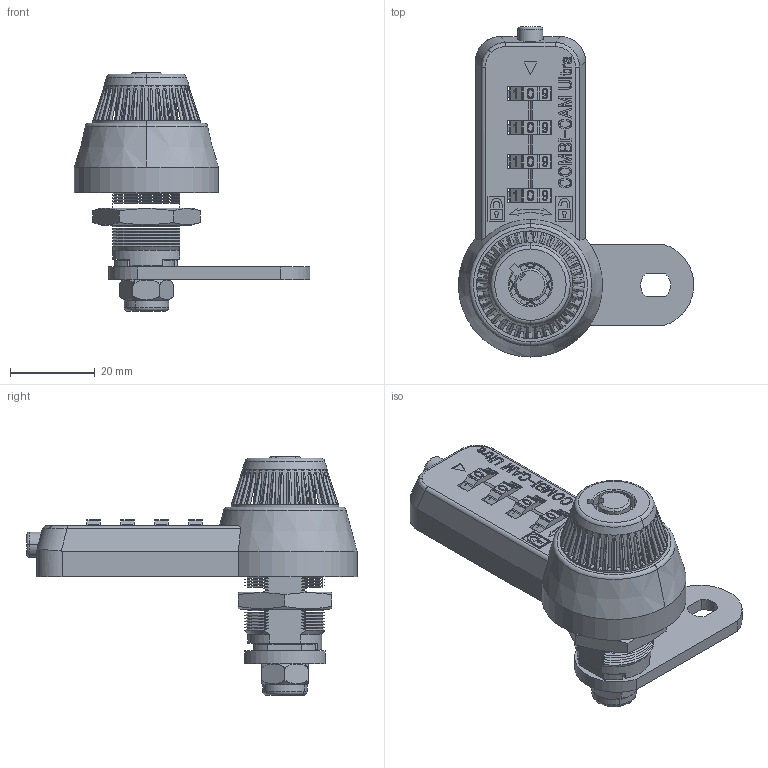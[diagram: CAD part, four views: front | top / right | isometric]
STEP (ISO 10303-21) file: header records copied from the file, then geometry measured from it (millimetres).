
FILE_DESCRIPTION (( 'STEP AP203' ), '1' );
FILE_NAME ('10743302008.STEP', '2019-02-15T06:13:46', ( 'r232' ), ( '' ), 'SwSTEP 2.0', 'SolidWorks 2015', '' );
FILE_SCHEMA (( 'CONFIG_CONTROL_DESIGN' ));
Length unit declared in the file: millimetre
Products named in the file (1): 10743302008
Bounding box: 55.47 x 77.75 x 56.3 mm (x, y, z)
Surface area: 16476.3 mm2 (no closed solid volume)
Topology: 0 solids, 61 shells, 1128 faces, 4441 edges, 3263 vertices
Faces by surface type: plane 508, cylinder 240, cone 171, bspline 170, sphere 23, torus 16
Entity records: 56229 total; most frequent: CARTESIAN_POINT 21573, ORIENTED_EDGE 7047, DIRECTION 6498, EDGE_CURVE 4441, VERTEX_POINT 3263, AXIS2_PLACEMENT_3D 2247, LINE 2004, VECTOR 2004
